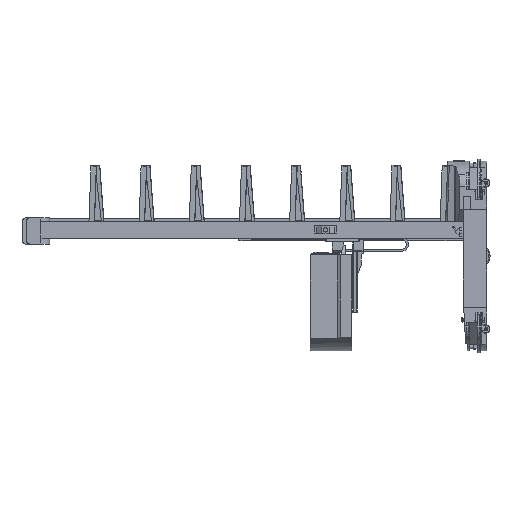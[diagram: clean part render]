
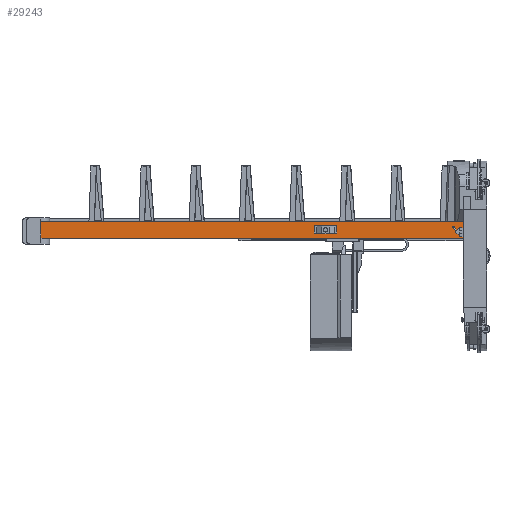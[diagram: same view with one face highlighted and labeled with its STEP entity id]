
A CAD part, left-side view. The second image highlights one B-rep face of the part: STEP entity #29243.
In plain terms, the highlighted planar face has unit normal (-1, 0, 0).
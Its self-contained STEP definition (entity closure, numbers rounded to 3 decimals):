
#1915 = VERTEX_POINT ( 'NONE', #38861 ) ;
#2492 = EDGE_CURVE ( 'NONE', #7565, #1915, #27772, .T. ) ;
#2597 = VERTEX_POINT ( 'NONE', #49465 ) ;
#2703 = DIRECTION ( 'NONE',  ( 0., 0., -1. ) ) ;
#3756 = LINE ( 'NONE', #50859, #20144 ) ;
#4960 = EDGE_LOOP ( 'NONE', ( #43564, #18696, #26214, #48480 ) ) ;
#6910 = DIRECTION ( 'NONE',  ( 0., 1., 0. ) ) ;
#6970 = DIRECTION ( 'NONE',  ( 1., 0., 0. ) ) ;
#7521 = PLANE ( 'NONE',  #30252 ) ;
#7565 = VERTEX_POINT ( 'NONE', #30878 ) ;
#13324 = LINE ( 'NONE', #43189, #32887 ) ;
#18696 = ORIENTED_EDGE ( 'NONE', *, *, #2492, .T. ) ;
#20144 = VECTOR ( 'NONE', #6910, 1000. ) ;
#25391 = EDGE_CURVE ( 'NONE', #1915, #2597, #3756, .T. ) ;
#26214 = ORIENTED_EDGE ( 'NONE', *, *, #25391, .T. ) ;
#26476 = VERTEX_POINT ( 'NONE', #53174 ) ;
#27772 = LINE ( 'NONE', #53996, #40925 ) ;
#28300 = EDGE_CURVE ( 'NONE', #7565, #26476, #13324, .T. ) ;
#28846 = LINE ( 'NONE', #55358, #40157 ) ;
#29243 = ADVANCED_FACE ( 'NONE', ( #32656 ), #7521, .F. ) ;
#30252 = AXIS2_PLACEMENT_3D ( 'NONE', #32104, #6970, #2703 ) ;
#30878 = CARTESIAN_POINT ( 'NONE',  ( -404., 99.5, 160. ) ) ;
#32104 = CARTESIAN_POINT ( 'NONE',  ( -404., -62.055, 0. ) ) ;
#32656 = FACE_OUTER_BOUND ( 'NONE', #4960, .T. ) ;
#32887 = VECTOR ( 'NONE', #47677, 1000. ) ;
#38861 = CARTESIAN_POINT ( 'NONE',  ( -404., 99.5, 310. ) ) ;
#39062 = EDGE_CURVE ( 'NONE', #2597, #26476, #28846, .T. ) ;
#40157 = VECTOR ( 'NONE', #46028, 1000. ) ;
#40925 = VECTOR ( 'NONE', #48614, 1000. ) ;
#43189 = CARTESIAN_POINT ( 'NONE',  ( -404., -62.055, 160. ) ) ;
#43564 = ORIENTED_EDGE ( 'NONE', *, *, #28300, .F. ) ;
#46028 = DIRECTION ( 'NONE',  ( 0., 0., -1. ) ) ;
#47677 = DIRECTION ( 'NONE',  ( 0., 1., 0. ) ) ;
#48480 = ORIENTED_EDGE ( 'NONE', *, *, #39062, .T. ) ;
#48614 = DIRECTION ( 'NONE',  ( 0., 0., 1. ) ) ;
#49465 = CARTESIAN_POINT ( 'NONE',  ( -404., 4030., 310. ) ) ;
#50859 = CARTESIAN_POINT ( 'NONE',  ( -404., -62.055, 310. ) ) ;
#53174 = CARTESIAN_POINT ( 'NONE',  ( -404., 4030., 160. ) ) ;
#53996 = CARTESIAN_POINT ( 'NONE',  ( -404., 99.5, 0. ) ) ;
#55358 = CARTESIAN_POINT ( 'NONE',  ( -404., 4030., 0. ) ) ;
